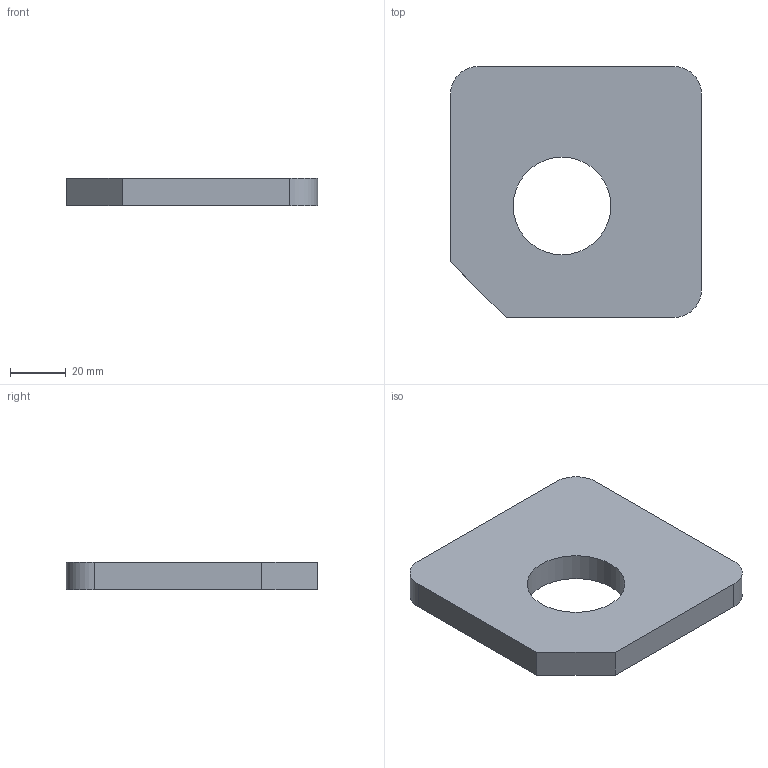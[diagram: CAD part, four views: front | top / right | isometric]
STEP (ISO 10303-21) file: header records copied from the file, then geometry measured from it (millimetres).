
FILE_DESCRIPTION(/* description */ (''),/* implementation_level */ '2;1');
FILE_NAME(/* name */ 'BasePlate(Example).step',/* time_stamp */ '2026-01-17T14:33:57-06:00',/* author */ (''),/* organization */ (''),/* preprocessor_version */ 'ST-DEVELOPER v20.1',/* originating_system */ 'Autodesk Translation Framework v14.21.0.0',/* authorisation */ '');
FILE_SCHEMA (('AUTOMOTIVE_DESIGN { 1 0 10303 214 3 1 1 }'));
Length unit declared in the file: millimetre
Products named in the file (1): 2026-01-17-13-13-30-873
Bounding box: 90 x 90 x 10 mm (x, y, z)
Volume: 68735.1 mm3; surface area: 18200.7 mm2
Topology: 1 solids, 1 shells, 11 faces, 27 edges, 18 vertices
Faces by surface type: plane 7, cylinder 4
Full cylindrical faces by diameter (mm): 35 x1
Entity records: 373 total; most frequent: DIRECTION 59, CARTESIAN_POINT 57, ORIENTED_EDGE 54, EDGE_CURVE 27, AXIS2_PLACEMENT_3D 20, LINE 19, VECTOR 19, VERTEX_POINT 18
